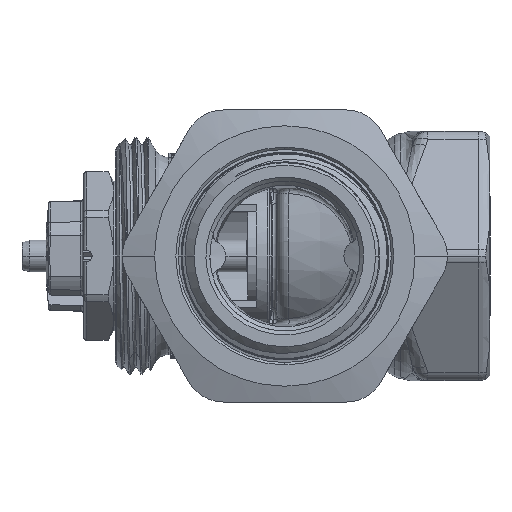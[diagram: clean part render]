
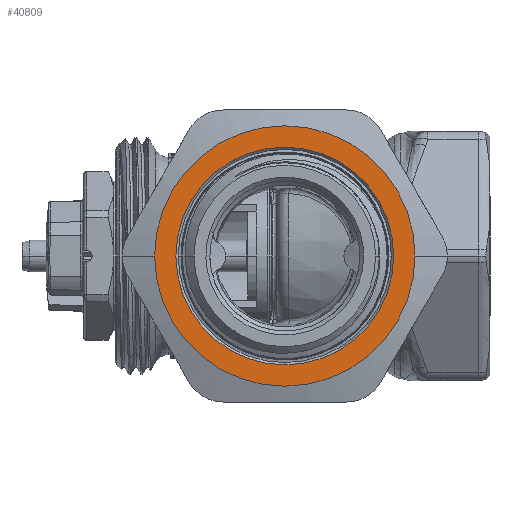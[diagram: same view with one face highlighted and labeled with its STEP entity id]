
A CAD part, left-side view. The second image highlights one B-rep face of the part: STEP entity #40809.
In plain terms, the highlighted planar face has unit normal (-1, 0, 0).
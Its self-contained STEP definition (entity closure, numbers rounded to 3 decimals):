
#10754=CARTESIAN_POINT('',(-37.8,0.,0.));
#10755=DIRECTION('',(-1.,0.,0.));
#10756=DIRECTION('',(0.,0.,1.));
#10757=AXIS2_PLACEMENT_3D('',#10754,#10755,#10756);
#10764=CARTESIAN_POINT('',(-37.8,0.,0.));
#10765=DIRECTION('',(-1.,0.,0.));
#10766=DIRECTION('',(0.,1.,0.));
#10767=AXIS2_PLACEMENT_3D('',#10764,#10765,#10766);
#10769=CARTESIAN_POINT('',(-37.8,0.,0.));
#10770=DIRECTION('',(-1.,0.,0.));
#10771=DIRECTION('',(0.,-1.,0.));
#10772=AXIS2_PLACEMENT_3D('',#10769,#10770,#10771);
#23332=CARTESIAN_POINT('',(-37.8,0.,0.));
#23333=DIRECTION('',(-1.,0.,0.));
#23334=DIRECTION('',(0.,0.,-1.));
#23335=AXIS2_PLACEMENT_3D('',#23332,#23333,#23334);
#28171=CARTESIAN_POINT('',(-37.8,16.5,0.));
#28172=CARTESIAN_POINT('',(-37.8,-16.5,0.));
#28173=VERTEX_POINT('',#28171);
#28174=VERTEX_POINT('',#28172);
#28195=CARTESIAN_POINT('',(-37.8,0.,13.8));
#28196=CARTESIAN_POINT('',(-37.8,0.,-13.8));
#28197=VERTEX_POINT('',#28195);
#28198=VERTEX_POINT('',#28196);
#40793=CARTESIAN_POINT('',(-37.8,0.,0.));
#40794=DIRECTION('',(1.,0.,0.));
#40795=DIRECTION('',(0.,-1.,0.));
#40796=AXIS2_PLACEMENT_3D('',#40793,#40794,#40795);
#40797=PLANE('',#40796);
#40799=ORIENTED_EDGE('',*,*,#40798,.F.);
#40801=ORIENTED_EDGE('',*,*,#40800,.F.);
#40802=EDGE_LOOP('',(#40799,#40801));
#40803=FACE_OUTER_BOUND('',#40802,.F.);
#40805=ORIENTED_EDGE('',*,*,#40804,.T.);
#40806=ORIENTED_EDGE('',*,*,#40783,.T.);
#40807=EDGE_LOOP('',(#40805,#40806));
#40808=FACE_BOUND('',#40807,.F.);
#40809=ADVANCED_FACE('',(#40803,#40808),#40797,.F.);
#10758=CIRCLE('',#10757,13.8);
#10768=CIRCLE('',#10767,16.5);
#10773=CIRCLE('',#10772,16.5);
#23336=CIRCLE('',#23335,13.8);
#40783=EDGE_CURVE('',#28197,#28198,#10758,.T.);
#40798=EDGE_CURVE('',#28173,#28174,#10768,.T.);
#40800=EDGE_CURVE('',#28174,#28173,#10773,.T.);
#40804=EDGE_CURVE('',#28198,#28197,#23336,.T.);
